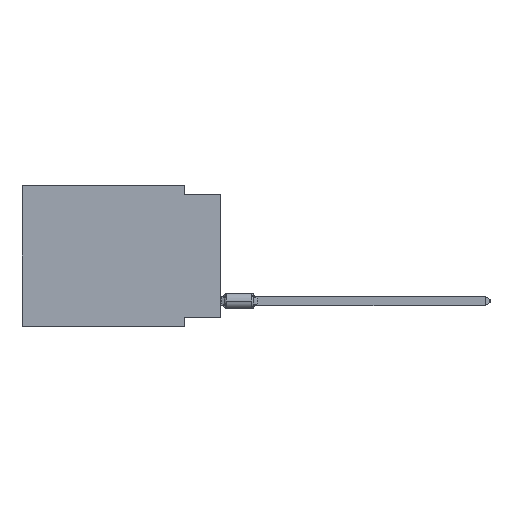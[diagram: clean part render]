
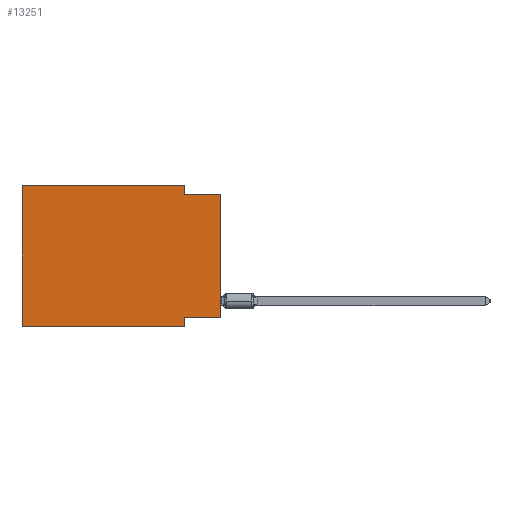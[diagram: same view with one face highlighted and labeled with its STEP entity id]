
A CAD part, left-side view. The second image highlights one B-rep face of the part: STEP entity #13251.
In plain terms, the highlighted planar face has unit normal (-1, 0, 0).
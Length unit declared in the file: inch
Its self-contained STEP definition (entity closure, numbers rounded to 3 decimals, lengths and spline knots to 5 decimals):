
#167 = CARTESIAN_POINT ( 'NONE',  ( 0., 0., -0.365 ) ) ;
#272 = EDGE_LOOP ( 'NONE', ( #2832, #15124, #8614, #15641, #9959, #10723, #7137, #13151 ) ) ;
#871 = DIRECTION ( 'NONE',  ( 0., 0., -1. ) ) ;
#997 = CARTESIAN_POINT ( 'NONE',  ( 0., 0.1, 0. ) ) ;
#1246 = CARTESIAN_POINT ( 'NONE',  ( 0., 0.55, -0.39 ) ) ;
#1361 = CARTESIAN_POINT ( 'NONE',  ( 0., 0.55, 0. ) ) ;
#1395 = DIRECTION ( 'NONE',  ( 0., 0., -1. ) ) ;
#2419 = VERTEX_POINT ( 'NONE', #8469 ) ;
#2694 = VECTOR ( 'NONE', #9894, 39.37008 ) ;
#2832 = ORIENTED_EDGE ( 'NONE', *, *, #7604, .T. ) ;
#2963 = EDGE_CURVE ( 'NONE', #9204, #10418, #14606, .T. ) ;
#3012 = AXIS2_PLACEMENT_3D ( 'NONE', #9988, #6811, #871 ) ;
#3124 = LINE ( 'NONE', #16836, #8621 ) ;
#3214 = DIRECTION ( 'NONE',  ( 0., -1., 0. ) ) ;
#3357 = VECTOR ( 'NONE', #11389, 39.37008 ) ;
#4392 = CARTESIAN_POINT ( 'NONE',  ( 0., 0., -0.365 ) ) ;
#5627 = FACE_OUTER_BOUND ( 'NONE', #272, .T. ) ;
#5796 = DIRECTION ( 'NONE',  ( 0., -1., 0. ) ) ;
#6811 = DIRECTION ( 'NONE',  ( 1., 0., 0. ) ) ;
#7137 = ORIENTED_EDGE ( 'NONE', *, *, #8078, .F. ) ;
#7275 = CARTESIAN_POINT ( 'NONE',  ( 0., 0.1, -0.025 ) ) ;
#7604 = EDGE_CURVE ( 'NONE', #17478, #7757, #16728, .T. ) ;
#7754 = CARTESIAN_POINT ( 'NONE',  ( 0., 0., -0.025 ) ) ;
#7757 = VERTEX_POINT ( 'NONE', #7754 ) ;
#7888 = CARTESIAN_POINT ( 'NONE',  ( 0., 0.55, -0.39 ) ) ;
#8078 = EDGE_CURVE ( 'NONE', #2419, #12122, #12514, .T. ) ;
#8131 = LINE ( 'NONE', #18688, #2694 ) ;
#8200 = LINE ( 'NONE', #12864, #3357 ) ;
#8255 = VECTOR ( 'NONE', #1395, 39.37008 ) ;
#8469 = CARTESIAN_POINT ( 'NONE',  ( 0., 0.1, -0.365 ) ) ;
#8614 = ORIENTED_EDGE ( 'NONE', *, *, #2963, .F. ) ;
#8621 = VECTOR ( 'NONE', #3214, 39.37008 ) ;
#8927 = CARTESIAN_POINT ( 'NONE',  ( 0., 0.1, 0. ) ) ;
#9204 = VERTEX_POINT ( 'NONE', #8927 ) ;
#9214 = EDGE_CURVE ( 'NONE', #17478, #2419, #16714, .T. ) ;
#9894 = DIRECTION ( 'NONE',  ( 0., -1., 0. ) ) ;
#9959 = ORIENTED_EDGE ( 'NONE', *, *, #15931, .F. ) ;
#9988 = CARTESIAN_POINT ( 'NONE',  ( 0., 0.55, 0. ) ) ;
#10235 = CARTESIAN_POINT ( 'NONE',  ( 0., 0.1, -0.39 ) ) ;
#10274 = VECTOR ( 'NONE', #5796, 39.37008 ) ;
#10418 = VERTEX_POINT ( 'NONE', #7275 ) ;
#10667 = EDGE_CURVE ( 'NONE', #15798, #9204, #3124, .T. ) ;
#10723 = ORIENTED_EDGE ( 'NONE', *, *, #12963, .T. ) ;
#10820 = CARTESIAN_POINT ( 'NONE',  ( 0., 0.1, -0.39 ) ) ;
#11008 = VECTOR ( 'NONE', #14096, 39.37008 ) ;
#11389 = DIRECTION ( 'NONE',  ( 0., 0., 1. ) ) ;
#11627 = VECTOR ( 'NONE', #19613, 39.37008 ) ;
#12122 = VERTEX_POINT ( 'NONE', #10235 ) ;
#12514 = LINE ( 'NONE', #10820, #11008 ) ;
#12864 = CARTESIAN_POINT ( 'NONE',  ( 0., 0.55, 0. ) ) ;
#12963 = EDGE_CURVE ( 'NONE', #19120, #12122, #14853, .T. ) ;
#13151 = ORIENTED_EDGE ( 'NONE', *, *, #9214, .F. ) ;
#13251 = ADVANCED_FACE ( 'NONE', ( #5627 ), #14767, .F. ) ;
#13572 = VECTOR ( 'NONE', #15416, 39.37008 ) ;
#14096 = DIRECTION ( 'NONE',  ( 0., 0., -1. ) ) ;
#14606 = LINE ( 'NONE', #997, #8255 ) ;
#14767 = PLANE ( 'NONE',  #3012 ) ;
#14853 = LINE ( 'NONE', #1246, #10274 ) ;
#14929 = CARTESIAN_POINT ( 'NONE',  ( 0., 0., 0. ) ) ;
#15124 = ORIENTED_EDGE ( 'NONE', *, *, #15629, .F. ) ;
#15416 = DIRECTION ( 'NONE',  ( 0., 1., 0. ) ) ;
#15629 = EDGE_CURVE ( 'NONE', #10418, #7757, #8131, .T. ) ;
#15641 = ORIENTED_EDGE ( 'NONE', *, *, #10667, .F. ) ;
#15798 = VERTEX_POINT ( 'NONE', #1361 ) ;
#15931 = EDGE_CURVE ( 'NONE', #19120, #15798, #8200, .T. ) ;
#16714 = LINE ( 'NONE', #4392, #13572 ) ;
#16728 = LINE ( 'NONE', #14929, #11627 ) ;
#16836 = CARTESIAN_POINT ( 'NONE',  ( 0., 0.55, 0. ) ) ;
#17478 = VERTEX_POINT ( 'NONE', #167 ) ;
#18688 = CARTESIAN_POINT ( 'NONE',  ( 0., 0., -0.025 ) ) ;
#19120 = VERTEX_POINT ( 'NONE', #7888 ) ;
#19613 = DIRECTION ( 'NONE',  ( 0., 0., 1. ) ) ;
